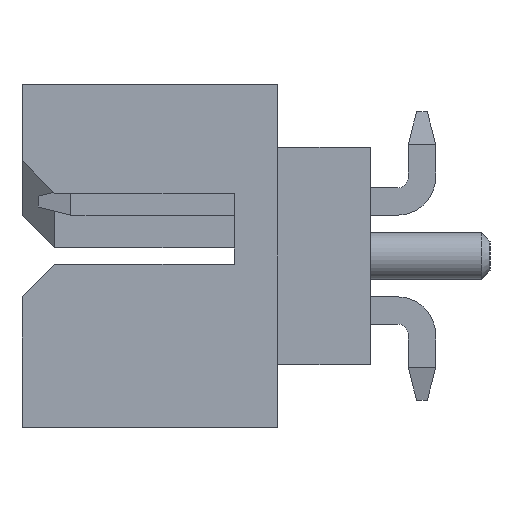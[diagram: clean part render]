
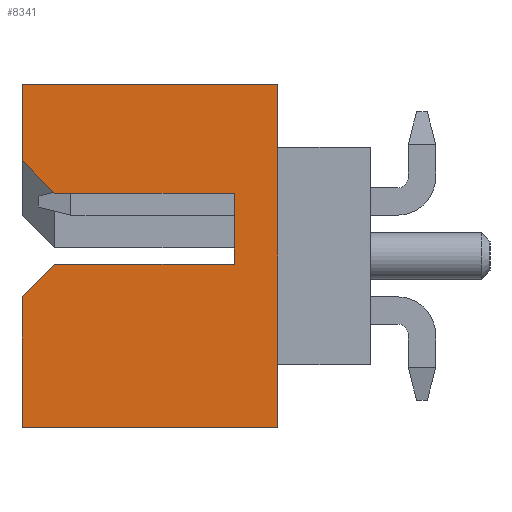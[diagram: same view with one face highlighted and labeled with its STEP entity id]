
A CAD part, left-side view. The second image highlights one B-rep face of the part: STEP entity #8341.
In plain terms, the highlighted planar face has unit normal (-1, 0, 0).
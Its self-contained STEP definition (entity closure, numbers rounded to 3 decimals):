
#1=DIRECTION('',(0.,-1.,0.));
#2=VECTOR('',#1,4.7);
#3=CARTESIAN_POINT('',(-13.325,3.2,-3.15));
#4=LINE('',#3,#2);
#17=DIRECTION('',(0.,0.707,-0.707));
#18=VECTOR('',#17,0.849);
#19=CARTESIAN_POINT('',(-13.325,2.6,-0.15));
#20=LINE('',#19,#18);
#21=DIRECTION('',(0.,-1.,0.));
#22=VECTOR('',#21,3.3);
#23=CARTESIAN_POINT('',(-13.325,2.6,-0.15));
#24=LINE('',#23,#22);
#25=DIRECTION('',(0.,0.,-1.));
#26=VECTOR('',#25,1.3);
#27=CARTESIAN_POINT('',(-13.325,-0.7,1.15));
#28=LINE('',#27,#26);
#29=DIRECTION('',(0.,-1.,0.));
#30=VECTOR('',#29,3.3);
#31=CARTESIAN_POINT('',(-13.325,2.6,1.15));
#32=LINE('',#31,#30);
#33=DIRECTION('',(0.,-0.707,-0.707));
#34=VECTOR('',#33,0.849);
#35=CARTESIAN_POINT('',(-13.325,3.2,1.75));
#36=LINE('',#35,#34);
#37=DIRECTION('',(0.,0.,1.));
#38=VECTOR('',#37,1.4);
#39=CARTESIAN_POINT('',(-13.325,3.2,1.75));
#40=LINE('',#39,#38);
#41=DIRECTION('',(0.,0.,1.));
#42=VECTOR('',#41,6.3);
#43=CARTESIAN_POINT('',(-13.325,-1.5,-3.15));
#44=LINE('',#43,#42);
#45=DIRECTION('',(0.,0.,1.));
#46=VECTOR('',#45,2.4);
#47=CARTESIAN_POINT('',(-13.325,3.2,-3.15));
#48=LINE('',#47,#46);
#1561=DIRECTION('',(0.,-1.,0.));
#1562=VECTOR('',#1561,4.7);
#1563=CARTESIAN_POINT('',(-13.325,3.2,3.15));
#1564=LINE('',#1563,#1562);
#6360=CARTESIAN_POINT('',(-13.325,3.2,-3.15));
#6362=VERTEX_POINT('',#6360);
#6379=CARTESIAN_POINT('',(-13.325,-1.5,-3.15));
#6380=VERTEX_POINT('',#6379);
#6383=CARTESIAN_POINT('',(-13.325,3.2,3.15));
#6384=CARTESIAN_POINT('',(-13.325,-1.5,3.15));
#6385=VERTEX_POINT('',#6383);
#6386=VERTEX_POINT('',#6384);
#6427=CARTESIAN_POINT('',(-13.325,-0.7,1.15));
#6428=CARTESIAN_POINT('',(-13.325,-0.7,-0.15));
#6429=VERTEX_POINT('',#6427);
#6430=VERTEX_POINT('',#6428);
#6635=CARTESIAN_POINT('',(-13.325,2.6,-0.15));
#6636=CARTESIAN_POINT('',(-13.325,3.2,-0.75));
#6637=VERTEX_POINT('',#6635);
#6638=VERTEX_POINT('',#6636);
#6679=CARTESIAN_POINT('',(-13.325,3.2,1.75));
#6680=CARTESIAN_POINT('',(-13.325,2.6,1.15));
#6681=VERTEX_POINT('',#6679);
#6682=VERTEX_POINT('',#6680);
#8315=CARTESIAN_POINT('',(-13.325,3.2,-3.15));
#8316=DIRECTION('',(-1.,0.,0.));
#8317=DIRECTION('',(0.,-1.,0.));
#8318=AXIS2_PLACEMENT_3D('',#8315,#8316,#8317);
#8319=PLANE('',#8318);
#8321=ORIENTED_EDGE('',*,*,#8320,.F.);
#8323=ORIENTED_EDGE('',*,*,#8322,.T.);
#8325=ORIENTED_EDGE('',*,*,#8324,.F.);
#8327=ORIENTED_EDGE('',*,*,#8326,.F.);
#8329=ORIENTED_EDGE('',*,*,#8328,.F.);
#8331=ORIENTED_EDGE('',*,*,#8330,.T.);
#8333=ORIENTED_EDGE('',*,*,#8332,.T.);
#8335=ORIENTED_EDGE('',*,*,#8334,.F.);
#8336=ORIENTED_EDGE('',*,*,#8304,.F.);
#8338=ORIENTED_EDGE('',*,*,#8337,.T.);
#8339=EDGE_LOOP('',(#8321,#8323,#8325,#8327,#8329,#8331,#8333,#8335,#8336,
#8338));
#8340=FACE_OUTER_BOUND('',#8339,.F.);
#8341=ADVANCED_FACE('',(#8340),#8319,.T.);
#8304=EDGE_CURVE('',#6362,#6380,#4,.T.);
#8320=EDGE_CURVE('',#6637,#6638,#20,.T.);
#8322=EDGE_CURVE('',#6637,#6430,#24,.T.);
#8324=EDGE_CURVE('',#6429,#6430,#28,.T.);
#8326=EDGE_CURVE('',#6682,#6429,#32,.T.);
#8328=EDGE_CURVE('',#6681,#6682,#36,.T.);
#8330=EDGE_CURVE('',#6681,#6385,#40,.T.);
#8332=EDGE_CURVE('',#6385,#6386,#1564,.T.);
#8334=EDGE_CURVE('',#6380,#6386,#44,.T.);
#8337=EDGE_CURVE('',#6362,#6638,#48,.T.);
